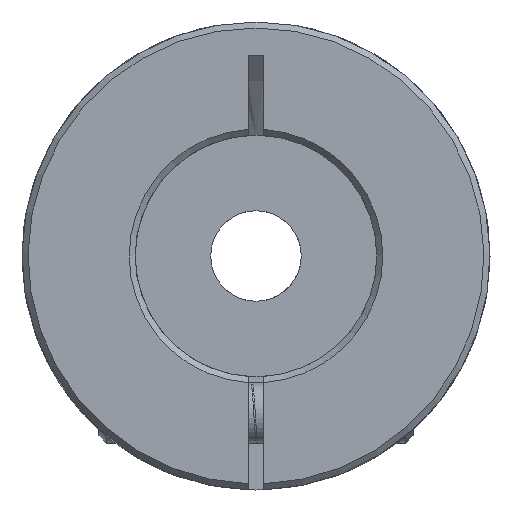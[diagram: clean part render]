
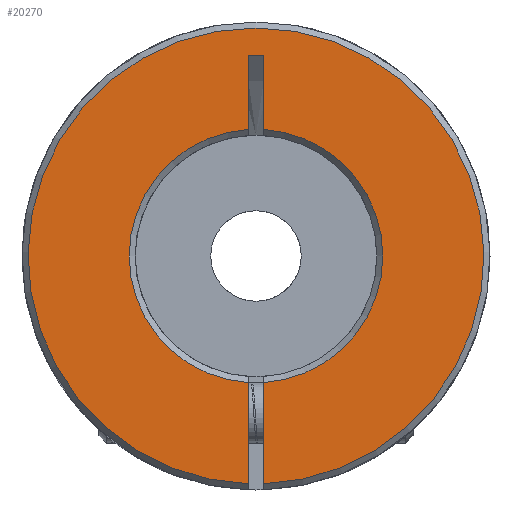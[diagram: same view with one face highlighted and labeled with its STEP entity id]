
A CAD part, left-side view. The second image highlights one B-rep face of the part: STEP entity #20270.
In plain terms, the highlighted planar face has unit normal (-1, 0, 0).
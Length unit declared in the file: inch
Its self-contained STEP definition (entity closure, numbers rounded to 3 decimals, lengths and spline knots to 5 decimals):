
#66 = CARTESIAN_POINT ( 'NONE',  ( -0.90551, -0.00984, -0.17717 ) ) ;
#308 = ORIENTED_EDGE ( 'NONE', *, *, #12445, .F. ) ;
#346 = CARTESIAN_POINT ( 'NONE',  ( -0.90551, 0.00984, -0.17717 ) ) ;
#1118 = CARTESIAN_POINT ( 'NONE',  ( -0.90551, -0.00984, -0.29708 ) ) ;
#1253 = AXIS2_PLACEMENT_3D ( 'NONE', #3766, #8685, #5549 ) ;
#1274 = DIRECTION ( 'NONE',  ( 1., 0., 0. ) ) ;
#1296 = ORIENTED_EDGE ( 'NONE', *, *, #18288, .T. ) ;
#1544 = VERTEX_POINT ( 'NONE', #2096 ) ;
#1850 = ORIENTED_EDGE ( 'NONE', *, *, #11146, .T. ) ;
#2096 = CARTESIAN_POINT ( 'NONE',  ( -0.90551, -0.00984, 0.26079 ) ) ;
#2151 = AXIS2_PLACEMENT_3D ( 'NONE', #17734, #13321, #14566 ) ;
#2273 = VECTOR ( 'NONE', #7932, 39.37008 ) ;
#2289 = EDGE_CURVE ( 'NONE', #4445, #17354, #19413, .T. ) ;
#2503 = ORIENTED_EDGE ( 'NONE', *, *, #13090, .F. ) ;
#2947 = CARTESIAN_POINT ( 'NONE',  ( -0.90551, 0., 0. ) ) ;
#3402 = CARTESIAN_POINT ( 'NONE',  ( -0.90551, -0.00984, 0.16506 ) ) ;
#3475 = CARTESIAN_POINT ( 'NONE',  ( -0.90551, 0.00984, 0.16506 ) ) ;
#3766 = CARTESIAN_POINT ( 'NONE',  ( -0.90551, 0.29724, 0. ) ) ;
#4097 = DIRECTION ( 'NONE',  ( 0., 1., 0. ) ) ;
#4283 = DIRECTION ( 'NONE',  ( 1., 0., 0. ) ) ;
#4292 = EDGE_CURVE ( 'NONE', #4445, #12243, #13551, .T. ) ;
#4445 = VERTEX_POINT ( 'NONE', #8350 ) ;
#4786 = LINE ( 'NONE', #66, #2273 ) ;
#5339 = FACE_OUTER_BOUND ( 'NONE', #7035, .T. ) ;
#5549 = DIRECTION ( 'NONE',  ( 0., 0., -1. ) ) ;
#6358 = CARTESIAN_POINT ( 'NONE',  ( -0.90551, 0.00984, 0.26079 ) ) ;
#6475 = VERTEX_POINT ( 'NONE', #10105 ) ;
#7035 = EDGE_LOOP ( 'NONE', ( #18991, #14002, #16751, #17369, #1850, #308, #2503, #1296 ) ) ;
#7134 = PLANE ( 'NONE',  #1253 ) ;
#7236 = DIRECTION ( 'NONE',  ( 0., 0., 1. ) ) ;
#7301 = VECTOR ( 'NONE', #4097, 39.37008 ) ;
#7435 = VECTOR ( 'NONE', #14954, 39.37008 ) ;
#7534 = CARTESIAN_POINT ( 'NONE',  ( -0.90551, -0.00984, -0.17717 ) ) ;
#7932 = DIRECTION ( 'NONE',  ( 0., 0., 1. ) ) ;
#8350 = CARTESIAN_POINT ( 'NONE',  ( -0.90551, 0.00984, -0.29708 ) ) ;
#8445 = EDGE_CURVE ( 'NONE', #17354, #6475, #10687, .T. ) ;
#8509 = AXIS2_PLACEMENT_3D ( 'NONE', #15121, #4283, #7236 ) ;
#8685 = DIRECTION ( 'NONE',  ( 1., 0., 0. ) ) ;
#10105 = CARTESIAN_POINT ( 'NONE',  ( -0.90551, -0.00984, -0.16506 ) ) ;
#10687 = LINE ( 'NONE', #7534, #11237 ) ;
#11146 = EDGE_CURVE ( 'NONE', #13296, #18181, #11592, .T. ) ;
#11207 = CIRCLE ( 'NONE', #2151, 0.16535 ) ;
#11237 = VECTOR ( 'NONE', #17007, 39.37008 ) ;
#11592 = LINE ( 'NONE', #346, #7435 ) ;
#12084 = VECTOR ( 'NONE', #13748, 39.37008 ) ;
#12243 = VERTEX_POINT ( 'NONE', #18109 ) ;
#12445 = EDGE_CURVE ( 'NONE', #1544, #18181, #19970, .T. ) ;
#13090 = EDGE_CURVE ( 'NONE', #17765, #1544, #4786, .T. ) ;
#13296 = VERTEX_POINT ( 'NONE', #3475 ) ;
#13321 = DIRECTION ( 'NONE',  ( 1., 0., 0. ) ) ;
#13551 = LINE ( 'NONE', #19954, #12084 ) ;
#13748 = DIRECTION ( 'NONE',  ( 0., 0., 1. ) ) ;
#14002 = ORIENTED_EDGE ( 'NONE', *, *, #2289, .F. ) ;
#14091 = DIRECTION ( 'NONE',  ( 0., 0., -1. ) ) ;
#14566 = DIRECTION ( 'NONE',  ( 0., 0., 1. ) ) ;
#14954 = DIRECTION ( 'NONE',  ( 0., 0., 1. ) ) ;
#15121 = CARTESIAN_POINT ( 'NONE',  ( -0.90551, 0., 0. ) ) ;
#15245 = CARTESIAN_POINT ( 'NONE',  ( -0.90551, 0.29724, 0.26079 ) ) ;
#16062 = AXIS2_PLACEMENT_3D ( 'NONE', #2947, #1274, #14091 ) ;
#16751 = ORIENTED_EDGE ( 'NONE', *, *, #4292, .T. ) ;
#17007 = DIRECTION ( 'NONE',  ( 0., 0., 1. ) ) ;
#17354 = VERTEX_POINT ( 'NONE', #1118 ) ;
#17369 = ORIENTED_EDGE ( 'NONE', *, *, #18087, .T. ) ;
#17592 = CIRCLE ( 'NONE', #8509, 0.16535 ) ;
#17734 = CARTESIAN_POINT ( 'NONE',  ( -0.90551, 0., 0. ) ) ;
#17765 = VERTEX_POINT ( 'NONE', #3402 ) ;
#18087 = EDGE_CURVE ( 'NONE', #12243, #13296, #17592, .T. ) ;
#18109 = CARTESIAN_POINT ( 'NONE',  ( -0.90551, 0.00984, -0.16506 ) ) ;
#18181 = VERTEX_POINT ( 'NONE', #6358 ) ;
#18288 = EDGE_CURVE ( 'NONE', #17765, #6475, #11207, .T. ) ;
#18991 = ORIENTED_EDGE ( 'NONE', *, *, #8445, .F. ) ;
#19413 = CIRCLE ( 'NONE', #16062, 0.29724 ) ;
#19954 = CARTESIAN_POINT ( 'NONE',  ( -0.90551, 0.00984, -0.17717 ) ) ;
#19970 = LINE ( 'NONE', #15245, #7301 ) ;
#20270 = ADVANCED_FACE ( 'NONE', ( #5339 ), #7134, .F. ) ;
